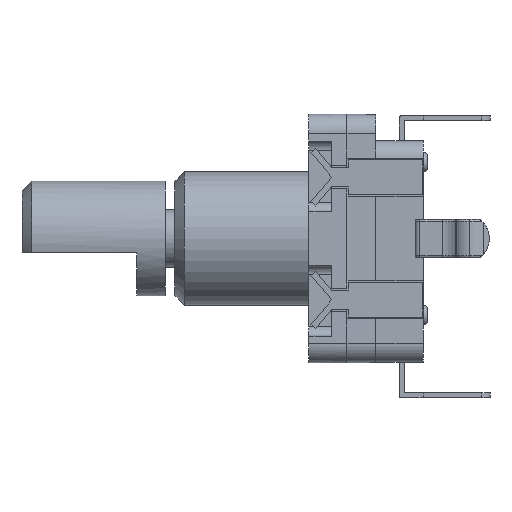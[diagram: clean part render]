
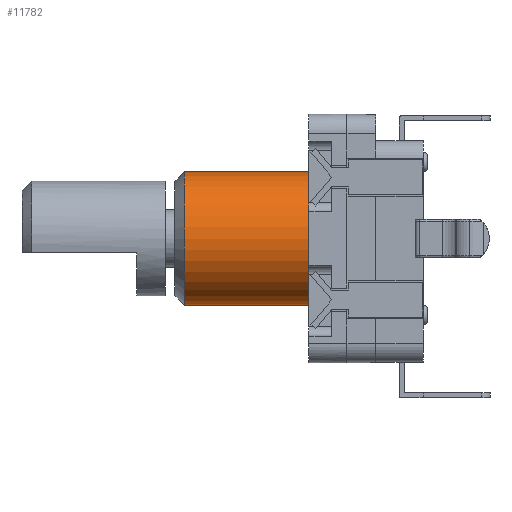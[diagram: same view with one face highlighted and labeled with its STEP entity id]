
A CAD part, left-side view. The second image highlights one B-rep face of the part: STEP entity #11782.
In plain terms, the highlighted cylindrical face has radius 3.5 mm (diameter 7 mm), a partial arc.
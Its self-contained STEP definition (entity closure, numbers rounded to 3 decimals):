
#1204 = FACE_OUTER_BOUND ( 'NONE', #11783, .T. ) ;
#1235 = DIRECTION ( 'NONE',  ( 0., 0., 1. ) ) ;
#1236 = DIRECTION ( 'NONE',  ( 0., -1., 0. ) ) ;
#1237 = CARTESIAN_POINT ( 'NONE',  ( 0., 6.5, 0. ) ) ;
#1238 = AXIS2_PLACEMENT_3D ( 'NONE', #1237, #1236, #1235 ) ;
#1240 = DIRECTION ( 'NONE',  ( 0., 0., -1. ) ) ;
#1241 = DIRECTION ( 'NONE',  ( 0., -1., 0. ) ) ;
#1242 = CARTESIAN_POINT ( 'NONE',  ( 0., 7., 0. ) ) ;
#1243 = AXIS2_PLACEMENT_3D ( 'NONE', #1242, #1241, #1240 ) ;
#1244 = CIRCLE ( 'NONE', #1238, 3.5 ) ;
#1245 = CYLINDRICAL_SURFACE ( 'NONE', #1243, 3.5 ) ;
#9022 = CARTESIAN_POINT ( 'NONE',  ( 0., 6.5, -3.5 ) ) ;
#9028 = CARTESIAN_POINT ( 'NONE',  ( 0., 6.5, 3.5 ) ) ;
#9047 = CARTESIAN_POINT ( 'NONE',  ( 0., 0., 3.5 ) ) ;
#9048 = DIRECTION ( 'NONE',  ( 0., -1., 0. ) ) ;
#9049 = VECTOR ( 'NONE', #9048, 1000. ) ;
#9050 = CARTESIAN_POINT ( 'NONE',  ( 0., 7., 3.5 ) ) ;
#9051 = LINE ( 'NONE', #9050, #9049 ) ;
#9195 = DIRECTION ( 'NONE',  ( 0., -1., 0. ) ) ;
#9196 = VECTOR ( 'NONE', #9195, 1000. ) ;
#9197 = CARTESIAN_POINT ( 'NONE',  ( 0., 7., -3.5 ) ) ;
#9198 = LINE ( 'NONE', #9197, #9196 ) ;
#9200 = CARTESIAN_POINT ( 'NONE',  ( 0., 0., -3.5 ) ) ;
#11392 = EDGE_CURVE ( 'NONE', #14339, #14290, #17665, .T. ) ;
#11763 = ORIENTED_EDGE ( 'NONE', *, *, #14341, .T. ) ;
#11764 = ORIENTED_EDGE ( 'NONE', *, *, #11392, .T. ) ;
#11782 = ADVANCED_FACE ( 'NONE', ( #1204 ), #1245, .T. ) ;
#11783 = EDGE_LOOP ( 'NONE', ( #11784, #11785, #11763, #11764 ) ) ;
#11784 = ORIENTED_EDGE ( 'NONE', *, *, #14289, .F. ) ;
#11785 = ORIENTED_EDGE ( 'NONE', *, *, #11786, .T. ) ;
#11786 = EDGE_CURVE ( 'NONE', #14279, #14282, #1244, .T. ) ;
#14279 = VERTEX_POINT ( 'NONE', #9028 ) ;
#14282 = VERTEX_POINT ( 'NONE', #9022 ) ;
#14289 = EDGE_CURVE ( 'NONE', #14279, #14290, #9051, .T. ) ;
#14290 = VERTEX_POINT ( 'NONE', #9047 ) ;
#14339 = VERTEX_POINT ( 'NONE', #9200 ) ;
#14341 = EDGE_CURVE ( 'NONE', #14282, #14339, #9198, .T. ) ;
#17665 = CIRCLE ( 'NONE', #17714, 3.5 ) ;
#17711 = DIRECTION ( 'NONE',  ( 0., 0., 1. ) ) ;
#17712 = DIRECTION ( 'NONE',  ( 0., 1., 0. ) ) ;
#17713 = CARTESIAN_POINT ( 'NONE',  ( 0., 0., 0. ) ) ;
#17714 = AXIS2_PLACEMENT_3D ( 'NONE', #17713, #17712, #17711 ) ;
